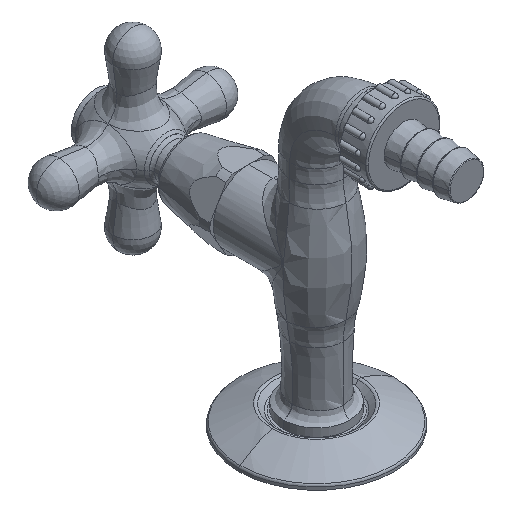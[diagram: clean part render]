
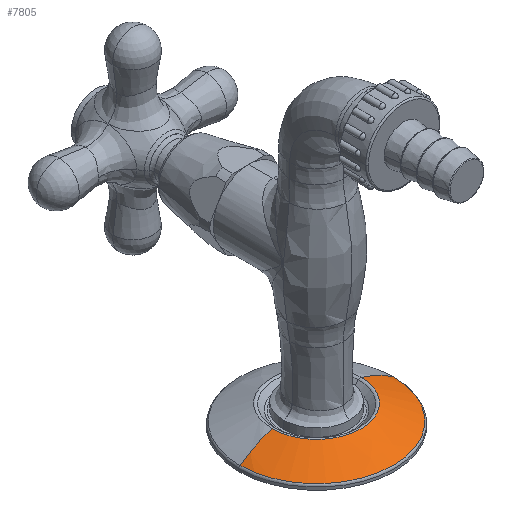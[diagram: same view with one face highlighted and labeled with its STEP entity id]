
A CAD part, isometric view. The second image highlights one B-rep face of the part: STEP entity #7805.
In plain terms, the highlighted free-form (B-spline) face has degree [3, 3] with [7, 4] control points.
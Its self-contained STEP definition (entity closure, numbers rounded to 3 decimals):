
#949=CARTESIAN_POINT('',(0.,0.,-51.163));
#950=DIRECTION('',(0.,0.,1.));
#951=DIRECTION('',(-1.,0.,0.));
#952=AXIS2_PLACEMENT_3D('',#949,#950,#951);
#954=CARTESIAN_POINT('',(5.343,0.,-89.554));
#955=DIRECTION('',(0.,-1.,0.));
#956=DIRECTION('',(0.581,0.,0.814));
#957=AXIS2_PLACEMENT_3D('',#954,#955,#956);
#959=CARTESIAN_POINT('',(0.,0.,-56.997));
#960=DIRECTION('',(0.,0.,1.));
#961=DIRECTION('',(-1.,0.,0.));
#962=AXIS2_PLACEMENT_3D('',#959,#960,#961);
#964=CARTESIAN_POINT('',(-5.343,0.,-89.554));
#965=DIRECTION('',(0.,1.,0.));
#966=DIRECTION('',(-0.581,0.,0.814));
#967=AXIS2_PLACEMENT_3D('',#964,#965,#966);
#4961=CARTESIAN_POINT('',(-28.581,0.,-56.997));
#4962=CARTESIAN_POINT('',(28.581,0.,-56.997));
#4963=VERTEX_POINT('',#4961);
#4964=VERTEX_POINT('',#4962);
#4981=CARTESIAN_POINT('',(16.572,0.,-51.163));
#4982=CARTESIAN_POINT('',(-16.572,0.,-51.163));
#4983=VERTEX_POINT('',#4981);
#4984=VERTEX_POINT('',#4982);
#7769=CARTESIAN_POINT('',(16.282,1.024,-51.088));
#7770=CARTESIAN_POINT('',(20.768,1.307,-52.37));
#7771=CARTESIAN_POINT('',(24.964,1.571,-54.413));
#7772=CARTESIAN_POINT('',(28.742,1.808,-57.153));
#7773=CARTESIAN_POINT('',(16.913,-8.996,
-51.088));
#7774=CARTESIAN_POINT('',(21.572,-11.474,
-52.37));
#7775=CARTESIAN_POINT('',(25.93,-13.792,
-54.413));
#7776=CARTESIAN_POINT('',(29.855,-15.879,
-57.153));
#7777=CARTESIAN_POINT('',(10.04,-16.315,
-51.088));
#7778=CARTESIAN_POINT('',(12.806,-20.809,
-52.37));
#7779=CARTESIAN_POINT('',(15.393,-25.013,
-54.413));
#7780=CARTESIAN_POINT('',(17.723,-28.799,
-57.153));
#7781=CARTESIAN_POINT('',(0.,-16.315,-51.088));
#7782=CARTESIAN_POINT('',(0.,-20.809,
-52.37));
#7783=CARTESIAN_POINT('',(0.,-25.013,-54.413));
#7784=CARTESIAN_POINT('',(0.,-28.799,
-57.153));
#7785=CARTESIAN_POINT('',(-10.04,-16.315,
-51.088));
#7786=CARTESIAN_POINT('',(-12.806,-20.809,
-52.37));
#7787=CARTESIAN_POINT('',(-15.393,-25.013,
-54.413));
#7788=CARTESIAN_POINT('',(-17.723,-28.799,
-57.153));
#7789=CARTESIAN_POINT('',(-16.913,-8.996,
-51.088));
#7790=CARTESIAN_POINT('',(-21.572,-11.474,
-52.37));
#7791=CARTESIAN_POINT('',(-25.93,-13.792,
-54.413));
#7792=CARTESIAN_POINT('',(-29.855,-15.879,
-57.153));
#7793=CARTESIAN_POINT('',(-16.282,1.024,
-51.088));
#7794=CARTESIAN_POINT('',(-20.768,1.307,
-52.37));
#7795=CARTESIAN_POINT('',(-24.964,1.571,
-54.413));
#7796=CARTESIAN_POINT('',(-28.742,1.808,
-57.153));
#7797=(BOUNDED_SURFACE()B_SPLINE_SURFACE(3,3,((#7769,#7770,#7771,#7772),(#7773,
#7774,#7775,#7776),(#7777,#7778,#7779,#7780),(#7781,#7782,#7783,#7784),(#7785,
#7786,#7787,#7788),(#7789,#7790,#7791,#7792),(#7793,#7794,#7795,#7796)),
.UNSPECIFIED.,.F.,.F.,.F.)B_SPLINE_SURFACE_WITH_KNOTS((4,3,4),(4,4),(0.,1.,
2.),(0.,1.),.UNSPECIFIED.)GEOMETRIC_REPRESENTATION_ITEM()RATIONAL_B_SPLINE_SURFACE(((1.196,1.184,1.184,1.196),(
0.945,0.935,0.935,0.945),(
0.945,0.935,0.935,0.945),(
1.196,1.184,1.184,1.196),(
0.945,0.935,0.935,0.945),(
0.945,0.935,0.935,0.945),(
1.196,1.184,1.184,1.196)))REPRESENTATION_ITEM('')SURFACE());
#7798=ORIENTED_EDGE('',*,*,#7669,.T.);
#7799=ORIENTED_EDGE('',*,*,#7757,.F.);
#7801=ORIENTED_EDGE('',*,*,#7800,.F.);
#7802=ORIENTED_EDGE('',*,*,#7753,.T.);
#7803=EDGE_LOOP('',(#7798,#7799,#7801,#7802));
#7804=FACE_OUTER_BOUND('',#7803,.F.);
#7805=ADVANCED_FACE('',(#7804),#7797,.T.);
#953=CIRCLE('',#952,16.572);
#958=CIRCLE('',#957,40.);
#963=CIRCLE('',#962,28.581);
#968=CIRCLE('',#967,40.);
#7669=EDGE_CURVE('',#4984,#4983,#953,.T.);
#7753=EDGE_CURVE('',#4963,#4984,#968,.T.);
#7757=EDGE_CURVE('',#4964,#4983,#958,.T.);
#7800=EDGE_CURVE('',#4963,#4964,#963,.T.);
